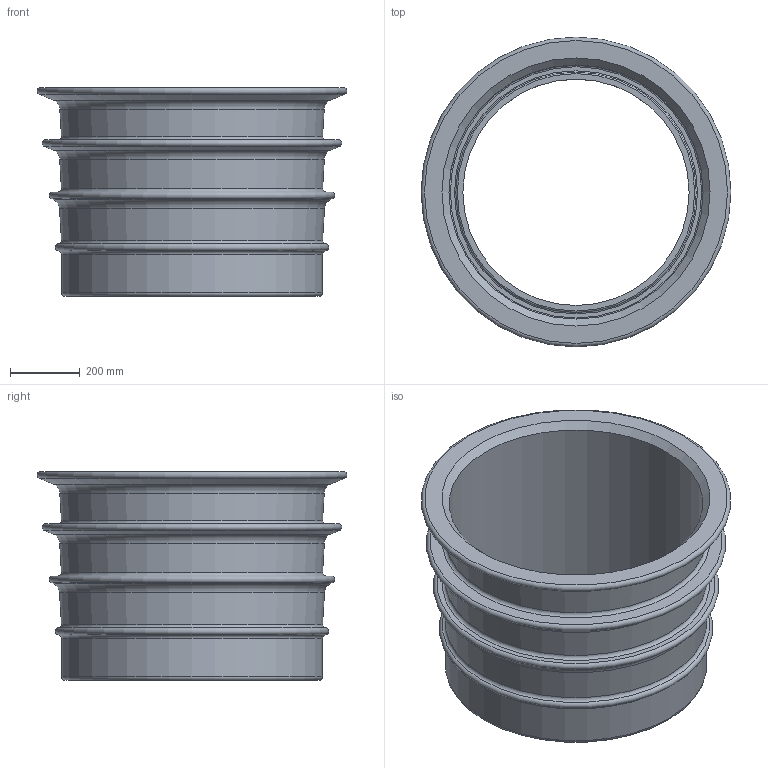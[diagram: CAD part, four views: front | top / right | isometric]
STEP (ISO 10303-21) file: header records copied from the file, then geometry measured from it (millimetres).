
FILE_DESCRIPTION(/* description */ (''),/* implementation_level */ '2;1');
FILE_NAME(/* name */ '00941.070X_3D.stp',/* time_stamp */ '2025-10-15T08:56:53+02:00',/* author */ ('N.Hausmann'),/* organization */ (''),/* preprocessor_version */ 'ST-DEVELOPER v20',/* originating_system */ 'AutoCAD Mechanical',/* authorisation */ '');
FILE_SCHEMA (('AUTOMOTIVE_DESIGN { 1 0 10303 214 3 1 1 }'));
Length unit declared in the file: centimetre
Products named in the file (2): Product; *S0
Assembly tree (1 placements, depth 2):
  Product
    *S0
Bounding box: 889.99 x 889.99 x 600 mm (x, y, z)
Volume: 32113651.5 mm3; surface area: 3793108.7 mm2
Topology: 1 solids, 1 shells, 949 faces, 2558 edges, 1699 vertices
Faces by surface type: plane 540, bspline 382, torus 16, cone 7, cylinder 4
Full cylindrical faces by diameter (mm): 650 x1, 690 x1, 730 x1, 750 x1
Entity records: 31470 total; most frequent: CARTESIAN_POINT 10175, ORIENTED_EDGE 5116, DIRECTION 2985, EDGE_CURVE 2558, LINE 1743, VECTOR 1743, VERTEX_POINT 1699, EDGE_LOOP 1039
